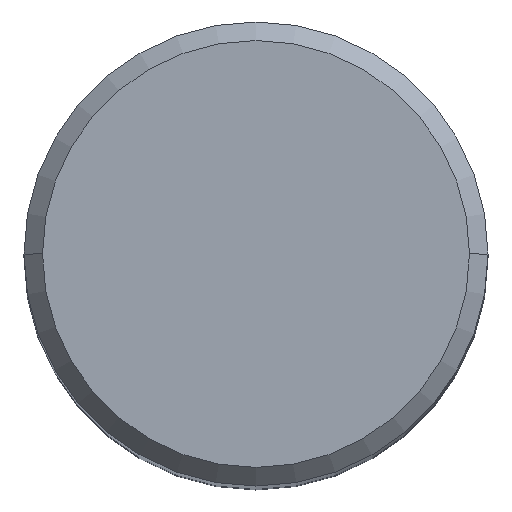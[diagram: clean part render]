
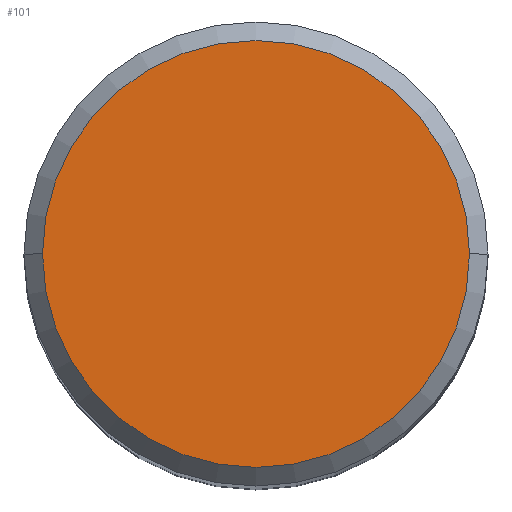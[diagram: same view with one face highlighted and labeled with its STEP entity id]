
A CAD part, top view. The second image highlights one B-rep face of the part: STEP entity #101.
In plain terms, the highlighted planar face has unit normal (0, 0, 1).
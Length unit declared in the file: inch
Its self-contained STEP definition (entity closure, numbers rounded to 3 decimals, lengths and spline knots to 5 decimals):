
#13 = AXIS2_PLACEMENT_3D ( 'NONE', #108, #253, #174 ) ;
#18 = PLANE ( 'NONE',  #209 ) ;
#25 = EDGE_CURVE ( 'NONE', #64, #37, #145, .T. ) ;
#37 = VERTEX_POINT ( 'NONE', #420 ) ;
#45 = CARTESIAN_POINT ( 'NONE',  ( 0., 0., 0. ) ) ;
#64 = VERTEX_POINT ( 'NONE', #142 ) ;
#84 = EDGE_CURVE ( 'NONE', #37, #64, #194, .T. ) ;
#100 = ORIENTED_EDGE ( 'NONE', *, *, #84, .T. ) ;
#101 = ADVANCED_FACE ( 'NONE', ( #322 ), #18, .F. ) ;
#108 = CARTESIAN_POINT ( 'NONE',  ( 0., 0., 0. ) ) ;
#120 = AXIS2_PLACEMENT_3D ( 'NONE', #45, #353, #278 ) ;
#142 = CARTESIAN_POINT ( 'NONE',  ( -0.23, 0., 0. ) ) ;
#145 = CIRCLE ( 'NONE', #13, 0.23 ) ;
#171 = DIRECTION ( 'NONE',  ( -1., 0., 0. ) ) ;
#174 = DIRECTION ( 'NONE',  ( 1., 0., 0. ) ) ;
#194 = CIRCLE ( 'NONE', #120, 0.23 ) ;
#207 = CARTESIAN_POINT ( 'NONE',  ( 0., 0.23, 0. ) ) ;
#209 = AXIS2_PLACEMENT_3D ( 'NONE', #207, #343, #171 ) ;
#243 = EDGE_LOOP ( 'NONE', ( #371, #100 ) ) ;
#253 = DIRECTION ( 'NONE',  ( 0., 0., 1. ) ) ;
#278 = DIRECTION ( 'NONE',  ( 1., 0., 0. ) ) ;
#322 = FACE_OUTER_BOUND ( 'NONE', #243, .T. ) ;
#343 = DIRECTION ( 'NONE',  ( 0., 0., -1. ) ) ;
#353 = DIRECTION ( 'NONE',  ( 0., 0., 1. ) ) ;
#371 = ORIENTED_EDGE ( 'NONE', *, *, #25, .T. ) ;
#420 = CARTESIAN_POINT ( 'NONE',  ( 0.23, 0., 0. ) ) ;
